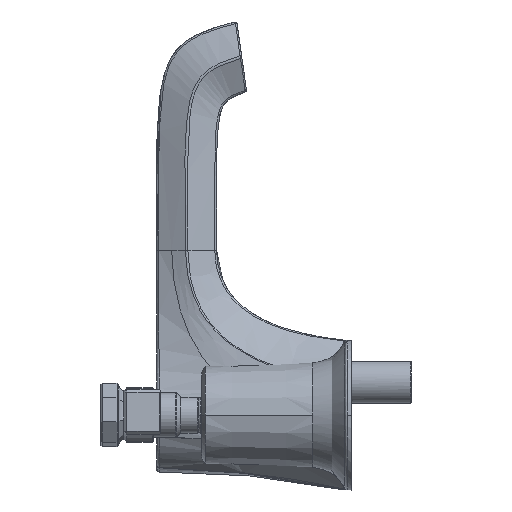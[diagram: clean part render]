
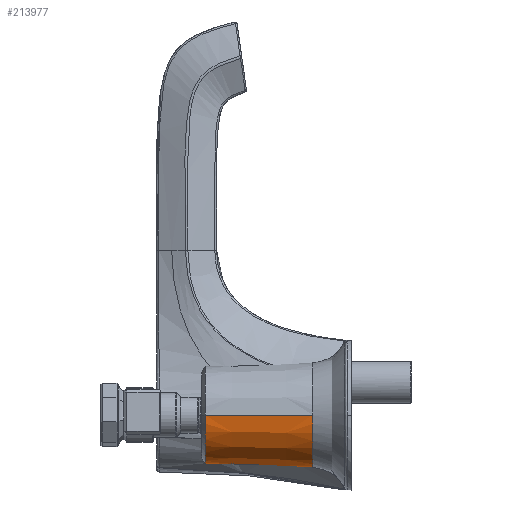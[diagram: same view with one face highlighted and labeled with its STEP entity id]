
A CAD part, left-side view. The second image highlights one B-rep face of the part: STEP entity #213977.
In plain terms, the highlighted conical face has half-angle 2 degrees and reference radius 17.5 mm.
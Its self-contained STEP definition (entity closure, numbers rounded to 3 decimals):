
#5441 = CARTESIAN_POINT ( 'NONE',  ( -139.223, -49.353, -10.013 ) ) ;
#6690 = CARTESIAN_POINT ( 'NONE',  ( -139.223, -49.353, -45.013 ) ) ;
#10939 = VERTEX_POINT ( 'NONE', #146401 ) ;
#10993 = EDGE_LOOP ( 'NONE', ( #170935, #107983, #84240, #246277, #137180 ) ) ;
#13128 = FACE_OUTER_BOUND ( 'NONE', #10993, .T. ) ;
#25727 = CARTESIAN_POINT ( 'NONE',  ( -129.439, -49.353, -12.87 ) ) ;
#26998 = CARTESIAN_POINT ( 'NONE',  ( -124.58, -49.353, -17.729 ) ) ;
#28245 = VERTEX_POINT ( 'NONE', #169807 ) ;
#31457 = CARTESIAN_POINT ( 'NONE',  ( -135.787, -49.353, -44.786 ) ) ;
#48633 = CARTESIAN_POINT ( 'NONE',  ( -122.949, -49.353, -20.773 ) ) ;
#51412 = VECTOR ( 'NONE', #165624, 1000. ) ;
#51820 = CARTESIAN_POINT ( 'NONE',  ( -129.439, -49.353, -42.157 ) ) ;
#64690 = B_SPLINE_CURVE_WITH_KNOTS ( 'NONE', 3,
 ( #128166, #163800, #31457, #106564, #51820, #109077, #68398, #145990, #204477, #166332, #186655 ),
 .UNSPECIFIED., .F., .F.,
 ( 4, 1, 1, 1, 1, 1, 1, 1, 4 ),
 ( 0., 0.125, 0.25, 0.375, 0.5, 0.625, 0.75, 0.875, 1. ),
 .UNSPECIFIED. ) ;
#68398 = CARTESIAN_POINT ( 'NONE',  ( -124.58, -49.353, -37.298 ) ) ;
#72177 = VERTEX_POINT ( 'NONE', #242055 ) ;
#83093 = AXIS2_PLACEMENT_3D ( 'NONE', #119253, #118005, #199343 ) ;
#84240 = ORIENTED_EDGE ( 'NONE', *, *, #208919, .F. ) ;
#87121 = AXIS2_PLACEMENT_3D ( 'NONE', #244610, #90727, #113527 ) ;
#90727 = DIRECTION ( 'NONE',  ( 0., -1., 0. ) ) ;
#95232 = CONICAL_SURFACE ( 'NONE', #87121, 17.5, 0.035 ) ;
#99203 = CIRCLE ( 'NONE', #83093, 16.249 ) ;
#102097 = CARTESIAN_POINT ( 'NONE',  ( -121.951, -49.353, -24.078 ) ) ;
#103354 = CARTESIAN_POINT ( 'NONE',  ( -135.787, -49.353, -10.241 ) ) ;
#104620 = CARTESIAN_POINT ( 'NONE',  ( -132.482, -49.353, -11.24 ) ) ;
#106564 = CARTESIAN_POINT ( 'NONE',  ( -132.482, -49.353, -43.787 ) ) ;
#107983 = ORIENTED_EDGE ( 'NONE', *, *, #176309, .T. ) ;
#109077 = CARTESIAN_POINT ( 'NONE',  ( -126.768, -49.353, -39.969 ) ) ;
#110588 = EDGE_CURVE ( 'NONE', #72177, #133026, #199988, .T. ) ;
#112080 = DIRECTION ( 'NONE',  ( 0., -0.999, 0.035 ) ) ;
#113527 = DIRECTION ( 'NONE',  ( 0., 0., 1. ) ) ;
#116140 = B_SPLINE_CURVE_WITH_KNOTS ( 'NONE', 3,
 ( #145323, #182202, #102097, #48633, #26998, #144050, #25727, #104620, #103354, #241936, #5441 ),
 .UNSPECIFIED., .F., .F.,
 ( 4, 1, 1, 1, 1, 1, 1, 1, 4 ),
 ( 0., 0.125, 0.25, 0.375, 0.5, 0.625, 0.75, 0.875, 1. ),
 .UNSPECIFIED. ) ;
#118005 = DIRECTION ( 'NONE',  ( 0., 1., 0. ) ) ;
#119253 = CARTESIAN_POINT ( 'NONE',  ( -139.223, -13.531, -27.513 ) ) ;
#128166 = CARTESIAN_POINT ( 'NONE',  ( -139.223, -49.353, -45.013 ) ) ;
#133026 = VERTEX_POINT ( 'NONE', #150190 ) ;
#137180 = ORIENTED_EDGE ( 'NONE', *, *, #110588, .F. ) ;
#137572 = EDGE_CURVE ( 'NONE', #133026, #218079, #64690, .T. ) ;
#144050 = CARTESIAN_POINT ( 'NONE',  ( -126.768, -49.353, -15.058 ) ) ;
#145323 = CARTESIAN_POINT ( 'NONE',  ( -121.723, -49.353, -27.513 ) ) ;
#145990 = CARTESIAN_POINT ( 'NONE',  ( -122.949, -49.353, -34.254 ) ) ;
#146401 = CARTESIAN_POINT ( 'NONE',  ( -139.223, -13.531, -11.264 ) ) ;
#149002 = LINE ( 'NONE', #155236, #156453 ) ;
#150190 = CARTESIAN_POINT ( 'NONE',  ( -139.223, -49.353, -45.013 ) ) ;
#155236 = CARTESIAN_POINT ( 'NONE',  ( -139.223, -49.353, -10.013 ) ) ;
#156453 = VECTOR ( 'NONE', #112080, 1000. ) ;
#163800 = CARTESIAN_POINT ( 'NONE',  ( -138.078, -49.353, -45.013 ) ) ;
#165624 = DIRECTION ( 'NONE',  ( 0., -0.999, -0.035 ) ) ;
#166332 = CARTESIAN_POINT ( 'NONE',  ( -121.723, -49.353, -28.659 ) ) ;
#169807 = CARTESIAN_POINT ( 'NONE',  ( -139.223, -49.353, -10.013 ) ) ;
#170935 = ORIENTED_EDGE ( 'NONE', *, *, #207861, .F. ) ;
#176309 = EDGE_CURVE ( 'NONE', #10939, #28245, #149002, .T. ) ;
#182202 = CARTESIAN_POINT ( 'NONE',  ( -121.723, -49.353, -26.368 ) ) ;
#186655 = CARTESIAN_POINT ( 'NONE',  ( -121.723, -49.353, -27.513 ) ) ;
#199343 = DIRECTION ( 'NONE',  ( 0., 0., 1. ) ) ;
#199988 = LINE ( 'NONE', #6690, #51412 ) ;
#204477 = CARTESIAN_POINT ( 'NONE',  ( -121.951, -49.353, -30.949 ) ) ;
#207861 = EDGE_CURVE ( 'NONE', #10939, #72177, #99203, .T. ) ;
#208919 = EDGE_CURVE ( 'NONE', #218079, #28245, #116140, .T. ) ;
#213977 = ADVANCED_FACE ( 'NONE', ( #13128 ), #95232, .T. ) ;
#217800 = CARTESIAN_POINT ( 'NONE',  ( -121.723, -49.353, -27.513 ) ) ;
#218079 = VERTEX_POINT ( 'NONE', #217800 ) ;
#241936 = CARTESIAN_POINT ( 'NONE',  ( -138.078, -49.353, -10.013 ) ) ;
#242055 = CARTESIAN_POINT ( 'NONE',  ( -139.223, -13.531, -43.763 ) ) ;
#244610 = CARTESIAN_POINT ( 'NONE',  ( -139.223, -49.353, -27.513 ) ) ;
#246277 = ORIENTED_EDGE ( 'NONE', *, *, #137572, .F. ) ;
